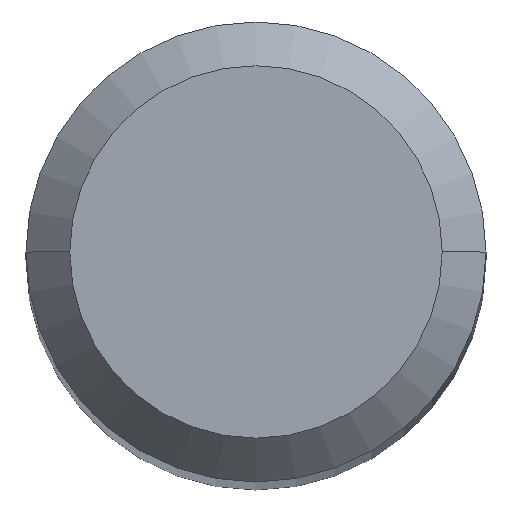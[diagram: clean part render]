
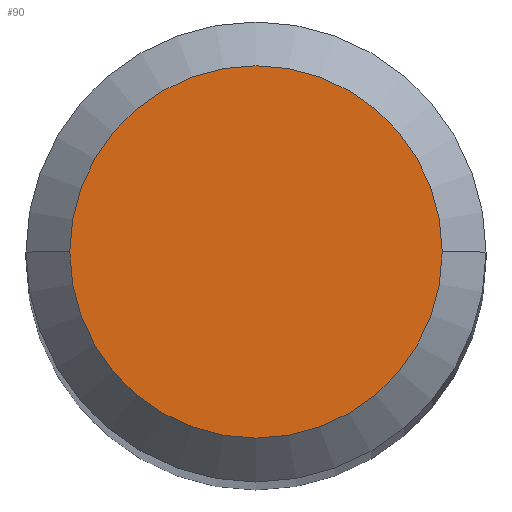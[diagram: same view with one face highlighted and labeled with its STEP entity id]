
A CAD part, top view. The second image highlights one B-rep face of the part: STEP entity #90.
In plain terms, the highlighted planar face has unit normal (0, 0, 1).
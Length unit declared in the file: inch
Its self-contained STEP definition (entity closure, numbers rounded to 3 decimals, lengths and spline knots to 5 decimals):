
#4 = CARTESIAN_POINT ( 'NONE',  ( 0., 0., 0. ) ) ;
#74 = CARTESIAN_POINT ( 'NONE',  ( 0., 0.06375, 0. ) ) ;
#81 = DIRECTION ( 'NONE',  ( 0., 0., 1. ) ) ;
#84 = AXIS2_PLACEMENT_3D ( 'NONE', #74, #209, #409 ) ;
#90 = ADVANCED_FACE ( 'NONE', ( #249 ), #331, .F. ) ;
#116 = CARTESIAN_POINT ( 'NONE',  ( 0.06375, 0., 0. ) ) ;
#122 = EDGE_CURVE ( 'NONE', #458, #276, #411, .T. ) ;
#183 = DIRECTION ( 'NONE',  ( 1., 0., 0. ) ) ;
#209 = DIRECTION ( 'NONE',  ( 0., 0., -1. ) ) ;
#210 = AXIS2_PLACEMENT_3D ( 'NONE', #4, #81, #183 ) ;
#249 = FACE_OUTER_BOUND ( 'NONE', #307, .T. ) ;
#276 = VERTEX_POINT ( 'NONE', #116 ) ;
#280 = DIRECTION ( 'NONE',  ( 0., 0., 1. ) ) ;
#307 = EDGE_LOOP ( 'NONE', ( #316, #430 ) ) ;
#309 = CIRCLE ( 'NONE', #364, 0.06375 ) ;
#313 = CARTESIAN_POINT ( 'NONE',  ( -0.06375, 0., 0. ) ) ;
#316 = ORIENTED_EDGE ( 'NONE', *, *, #122, .T. ) ;
#331 = PLANE ( 'NONE',  #84 ) ;
#342 = EDGE_CURVE ( 'NONE', #276, #458, #309, .T. ) ;
#349 = CARTESIAN_POINT ( 'NONE',  ( 0., 0., 0. ) ) ;
#364 = AXIS2_PLACEMENT_3D ( 'NONE', #349, #280, #428 ) ;
#409 = DIRECTION ( 'NONE',  ( -1., 0., 0. ) ) ;
#411 = CIRCLE ( 'NONE', #210, 0.06375 ) ;
#428 = DIRECTION ( 'NONE',  ( 1., 0., 0. ) ) ;
#430 = ORIENTED_EDGE ( 'NONE', *, *, #342, .T. ) ;
#458 = VERTEX_POINT ( 'NONE', #313 ) ;
